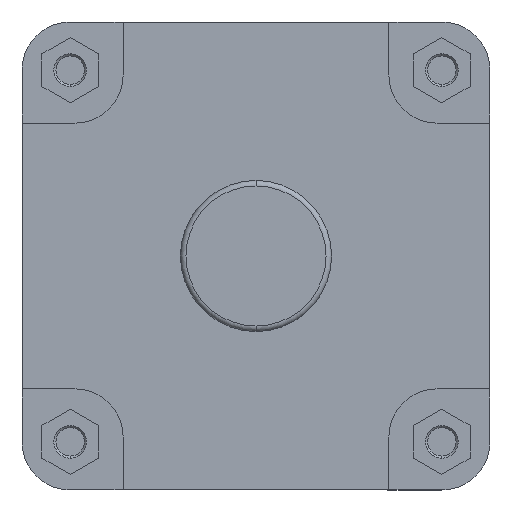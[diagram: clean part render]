
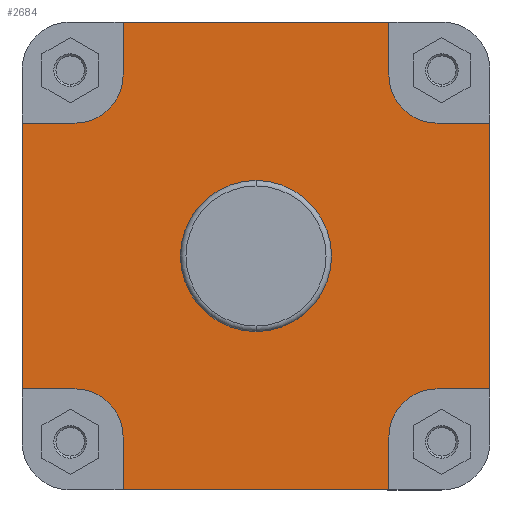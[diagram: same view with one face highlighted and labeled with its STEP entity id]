
A CAD part, left-side view. The second image highlights one B-rep face of the part: STEP entity #2684.
In plain terms, the highlighted planar face has unit normal (-1, 0, 0).
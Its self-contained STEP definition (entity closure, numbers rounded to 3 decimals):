
#95 = VERTEX_POINT ( 'NONE', #332 ) ;
#102 = VERTEX_POINT ( 'NONE', #339 ) ;
#112 = VERTEX_POINT ( 'NONE', #349 ) ;
#118 = VERTEX_POINT ( 'NONE', #355 ) ;
#119 = VERTEX_POINT ( 'NONE', #356 ) ;
#121 = VERTEX_POINT ( 'NONE', #358 ) ;
#122 = VERTEX_POINT ( 'NONE', #359 ) ;
#124 = VERTEX_POINT ( 'NONE', #361 ) ;
#130 = VERTEX_POINT ( 'NONE', #367 ) ;
#135 = VERTEX_POINT ( 'NONE', #372 ) ;
#136 = VERTEX_POINT ( 'NONE', #373 ) ;
#137 = VERTEX_POINT ( 'NONE', #374 ) ;
#138 = VERTEX_POINT ( 'NONE', #375 ) ;
#148 = VERTEX_POINT ( 'NONE', #385 ) ;
#158 = VERTEX_POINT ( 'NONE', #395 ) ;
#170 = VERTEX_POINT ( 'NONE', #407 ) ;
#176 = VERTEX_POINT ( 'NONE', #413 ) ;
#183 = VERTEX_POINT ( 'NONE', #420 ) ;
#332 = CARTESIAN_POINT ( 'NONE',  ( 82., 131.5, -96.5 ) ) ;
#339 = CARTESIAN_POINT ( 'NONE',  ( 82., 131.5, 96.5 ) ) ;
#349 = CARTESIAN_POINT ( 'NONE',  ( 82., -96.5, 170. ) ) ;
#355 = CARTESIAN_POINT ( 'NONE',  ( 82., 96.5, 131.5 ) ) ;
#356 = CARTESIAN_POINT ( 'NONE',  ( 82., -96.5, 131.5 ) ) ;
#358 = CARTESIAN_POINT ( 'NONE',  ( 82., 96.5, -131.5 ) ) ;
#359 = CARTESIAN_POINT ( 'NONE',  ( 82., -131.5, -96.5 ) ) ;
#361 = CARTESIAN_POINT ( 'NONE',  ( 82., -131.5, 96.5 ) ) ;
#367 = CARTESIAN_POINT ( 'NONE',  ( 82., 170., -96.5 ) ) ;
#372 = CARTESIAN_POINT ( 'NONE',  ( 82., -170., -96.5 ) ) ;
#373 = CARTESIAN_POINT ( 'NONE',  ( 82., 0., 54.9 ) ) ;
#374 = CARTESIAN_POINT ( 'NONE',  ( 82., -170., 96.5 ) ) ;
#375 = CARTESIAN_POINT ( 'NONE',  ( 82., -96.5, -131.5 ) ) ;
#385 = CARTESIAN_POINT ( 'NONE',  ( 82., 96.5, -170. ) ) ;
#395 = CARTESIAN_POINT ( 'NONE',  ( 82., 170., 96.5 ) ) ;
#407 = CARTESIAN_POINT ( 'NONE',  ( 82., 96.5, 170. ) ) ;
#413 = CARTESIAN_POINT ( 'NONE',  ( 82., -96.5, -170. ) ) ;
#420 = CARTESIAN_POINT ( 'NONE',  ( 82., 0., -54.9 ) ) ;
#1001 = CARTESIAN_POINT ( 'NONE',  ( 82., 54.9, 0. ) ) ;
#1012 = PLANE ( 'NONE',  #3492 ) ;
#1013 = DIRECTION ( 'NONE',  ( 1., 0., 0. ) ) ;
#1014 = DIRECTION ( 'NONE',  ( 0., 0., -1. ) ) ;
#1750 = ORIENTED_EDGE ( 'NONE', *, *, #3325, .F. ) ;
#1751 = ORIENTED_EDGE ( 'NONE', *, *, #3326, .F. ) ;
#1752 = ORIENTED_EDGE ( 'NONE', *, *, #3327, .F. ) ;
#1753 = ORIENTED_EDGE ( 'NONE', *, *, #3328, .F. ) ;
#1754 = ORIENTED_EDGE ( 'NONE', *, *, #3329, .F. ) ;
#1755 = ORIENTED_EDGE ( 'NONE', *, *, #3330, .F. ) ;
#1756 = ORIENTED_EDGE ( 'NONE', *, *, #3331, .F. ) ;
#1757 = ORIENTED_EDGE ( 'NONE', *, *, #3332, .F. ) ;
#1758 = ORIENTED_EDGE ( 'NONE', *, *, #3333, .F. ) ;
#1759 = ORIENTED_EDGE ( 'NONE', *, *, #3334, .F. ) ;
#1760 = ORIENTED_EDGE ( 'NONE', *, *, #3335, .F. ) ;
#1761 = ORIENTED_EDGE ( 'NONE', *, *, #3336, .T. ) ;
#1762 = ORIENTED_EDGE ( 'NONE', *, *, #3339, .F. ) ;
#1763 = ORIENTED_EDGE ( 'NONE', *, *, #3340, .F. ) ;
#1764 = ORIENTED_EDGE ( 'NONE', *, *, #3337, .F. ) ;
#1765 = ORIENTED_EDGE ( 'NONE', *, *, #3338, .T. ) ;
#1766 = ORIENTED_EDGE ( 'NONE', *, *, #2940, .F. ) ;
#1767 = ORIENTED_EDGE ( 'NONE', *, *, #2968, .F. ) ;
#2684 = ADVANCED_FACE ( 'NONE', ( #4328, #4321 ), #1012, .F. ) ;
#2940 = EDGE_CURVE ( 'NONE', #183, #136, #4803, .T. ) ;
#2968 = EDGE_CURVE ( 'NONE', #136, #183, #4853, .T. ) ;
#3325 = EDGE_CURVE ( 'NONE', #148, #121, #6828, .T. ) ;
#3326 = EDGE_CURVE ( 'NONE', #121, #95, #6832, .T. ) ;
#3327 = EDGE_CURVE ( 'NONE', #95, #130, #6824, .T. ) ;
#3328 = EDGE_CURVE ( 'NONE', #130, #158, #6833, .T. ) ;
#3329 = EDGE_CURVE ( 'NONE', #158, #102, #6835, .T. ) ;
#3330 = EDGE_CURVE ( 'NONE', #102, #118, #6839, .T. ) ;
#3331 = EDGE_CURVE ( 'NONE', #118, #170, #6825, .T. ) ;
#3332 = EDGE_CURVE ( 'NONE', #170, #112, #6840, .T. ) ;
#3333 = EDGE_CURVE ( 'NONE', #112, #119, #6842, .T. ) ;
#3334 = EDGE_CURVE ( 'NONE', #119, #124, #6845, .T. ) ;
#3335 = EDGE_CURVE ( 'NONE', #124, #137, #6830, .T. ) ;
#3336 = EDGE_CURVE ( 'NONE', #135, #137, #6846, .T. ) ;
#3337 = EDGE_CURVE ( 'NONE', #138, #176, #6844, .T. ) ;
#3338 = EDGE_CURVE ( 'NONE', #148, #176, #6850, .T. ) ;
#3339 = EDGE_CURVE ( 'NONE', #135, #122, #6852, .T. ) ;
#3340 = EDGE_CURVE ( 'NONE', #122, #138, #6856, .T. ) ;
#3492 = AXIS2_PLACEMENT_3D ( 'NONE', #1001, #1013, #1014 ) ;
#3712 = AXIS2_PLACEMENT_3D ( 'NONE', #5414, #5416, #5417 ) ;
#3718 = AXIS2_PLACEMENT_3D ( 'NONE', #5477, #5478, #5479 ) ;
#3819 = AXIS2_PLACEMENT_3D ( 'NONE', #7124, #7137, #7138 ) ;
#3821 = AXIS2_PLACEMENT_3D ( 'NONE', #7129, #7146, #7147 ) ;
#3822 = AXIS2_PLACEMENT_3D ( 'NONE', #7136, #7154, #7155 ) ;
#3823 = AXIS2_PLACEMENT_3D ( 'NONE', #7161, #7168, #7169 ) ;
#3887 = EDGE_LOOP ( 'NONE', ( #1767, #1766 ) ) ;
#4321 = FACE_OUTER_BOUND ( 'NONE', #5063, .T. ) ;
#4328 = FACE_BOUND ( 'NONE', #3887, .T. ) ;
#4803 = CIRCLE ( 'NONE', #3712, 54.9 ) ;
#4853 = CIRCLE ( 'NONE', #3718, 54.9 ) ;
#5063 = EDGE_LOOP ( 'NONE', ( #1765, #1764, #1763, #1762, #1761, #1760, #1759, #1758, #1757, #1756, #1755, #1754, #1753, #1752, #1751, #1750 ) ) ;
#5414 = CARTESIAN_POINT ( 'NONE',  ( 82., 0., 0. ) ) ;
#5416 = DIRECTION ( 'NONE',  ( -1., 0., 0. ) ) ;
#5417 = DIRECTION ( 'NONE',  ( 0., 0., 1. ) ) ;
#5477 = CARTESIAN_POINT ( 'NONE',  ( 82., 0., 0. ) ) ;
#5478 = DIRECTION ( 'NONE',  ( -1., 0., 0. ) ) ;
#5479 = DIRECTION ( 'NONE',  ( 0., 0., 1. ) ) ;
#6824 = LINE ( 'NONE', #7139, #6826 ) ;
#6825 = LINE ( 'NONE', #7148, #6831 ) ;
#6826 = VECTOR ( 'NONE', #7140, 1000. ) ;
#6828 = LINE ( 'NONE', #7134, #6829 ) ;
#6829 = VECTOR ( 'NONE', #7135, 1000. ) ;
#6830 = LINE ( 'NONE', #7156, #6838 ) ;
#6831 = VECTOR ( 'NONE', #7149, 1000. ) ;
#6832 = CIRCLE ( 'NONE', #3819, 35. ) ;
#6833 = LINE ( 'NONE', #7141, #6834 ) ;
#6834 = VECTOR ( 'NONE', #7142, 1000. ) ;
#6835 = LINE ( 'NONE', #7143, #6836 ) ;
#6836 = VECTOR ( 'NONE', #7144, 1000. ) ;
#6838 = VECTOR ( 'NONE', #7157, 1000. ) ;
#6839 = CIRCLE ( 'NONE', #3821, 35. ) ;
#6840 = LINE ( 'NONE', #7150, #6841 ) ;
#6841 = VECTOR ( 'NONE', #7151, 1000. ) ;
#6842 = LINE ( 'NONE', #7152, #6843 ) ;
#6843 = VECTOR ( 'NONE', #7153, 1000. ) ;
#6844 = LINE ( 'NONE', #7145, #6848 ) ;
#6845 = CIRCLE ( 'NONE', #3822, 35. ) ;
#6846 = LINE ( 'NONE', #7159, #6847 ) ;
#6847 = VECTOR ( 'NONE', #7160, 1000. ) ;
#6848 = VECTOR ( 'NONE', #7162, 1000. ) ;
#6850 = LINE ( 'NONE', #7163, #6851 ) ;
#6851 = VECTOR ( 'NONE', #7164, 1000. ) ;
#6852 = LINE ( 'NONE', #7165, #6853 ) ;
#6853 = VECTOR ( 'NONE', #7166, 1000. ) ;
#6856 = CIRCLE ( 'NONE', #3823, 35. ) ;
#7124 = CARTESIAN_POINT ( 'NONE',  ( 82., 131.5, -131.5 ) ) ;
#7129 = CARTESIAN_POINT ( 'NONE',  ( 82., 131.5, 131.5 ) ) ;
#7134 = CARTESIAN_POINT ( 'NONE',  ( 82., 96.5, -170. ) ) ;
#7135 = DIRECTION ( 'NONE',  ( 0., 0., 1. ) ) ;
#7136 = CARTESIAN_POINT ( 'NONE',  ( 82., -131.5, 131.5 ) ) ;
#7137 = DIRECTION ( 'NONE',  ( -1., 0., 0. ) ) ;
#7138 = DIRECTION ( 'NONE',  ( 0., 0., -1. ) ) ;
#7139 = CARTESIAN_POINT ( 'NONE',  ( 82., 131.5, -96.5 ) ) ;
#7140 = DIRECTION ( 'NONE',  ( 0., 1., 0. ) ) ;
#7141 = CARTESIAN_POINT ( 'NONE',  ( 82., 170., 0. ) ) ;
#7142 = DIRECTION ( 'NONE',  ( 0., 0., 1. ) ) ;
#7143 = CARTESIAN_POINT ( 'NONE',  ( 82., 170., 96.5 ) ) ;
#7144 = DIRECTION ( 'NONE',  ( 0., -1., 0. ) ) ;
#7145 = CARTESIAN_POINT ( 'NONE',  ( 82., -96.5, -131.5 ) ) ;
#7146 = DIRECTION ( 'NONE',  ( -1., 0., 0. ) ) ;
#7147 = DIRECTION ( 'NONE',  ( 0., 0., -1. ) ) ;
#7148 = CARTESIAN_POINT ( 'NONE',  ( 82., 96.5, 131.5 ) ) ;
#7149 = DIRECTION ( 'NONE',  ( 0., 0., 1. ) ) ;
#7150 = CARTESIAN_POINT ( 'NONE',  ( 82., -374.141, 170. ) ) ;
#7151 = DIRECTION ( 'NONE',  ( 0., -1., 0. ) ) ;
#7152 = CARTESIAN_POINT ( 'NONE',  ( 82., -96.5, 170. ) ) ;
#7153 = DIRECTION ( 'NONE',  ( 0., 0., -1. ) ) ;
#7154 = DIRECTION ( 'NONE',  ( -1., 0., 0. ) ) ;
#7155 = DIRECTION ( 'NONE',  ( 0., 0., -1. ) ) ;
#7156 = CARTESIAN_POINT ( 'NONE',  ( 82., -131.5, 96.5 ) ) ;
#7157 = DIRECTION ( 'NONE',  ( 0., -1., 0. ) ) ;
#7159 = CARTESIAN_POINT ( 'NONE',  ( 82., -170., 0. ) ) ;
#7160 = DIRECTION ( 'NONE',  ( 0., 0., 1. ) ) ;
#7161 = CARTESIAN_POINT ( 'NONE',  ( 82., -131.5, -131.5 ) ) ;
#7162 = DIRECTION ( 'NONE',  ( 0., 0., -1. ) ) ;
#7163 = CARTESIAN_POINT ( 'NONE',  ( 82., -374.141, -170. ) ) ;
#7164 = DIRECTION ( 'NONE',  ( 0., -1., 0. ) ) ;
#7165 = CARTESIAN_POINT ( 'NONE',  ( 82., -170., -96.5 ) ) ;
#7166 = DIRECTION ( 'NONE',  ( 0., 1., 0. ) ) ;
#7168 = DIRECTION ( 'NONE',  ( -1., 0., 0. ) ) ;
#7169 = DIRECTION ( 'NONE',  ( 0., 0., -1. ) ) ;
